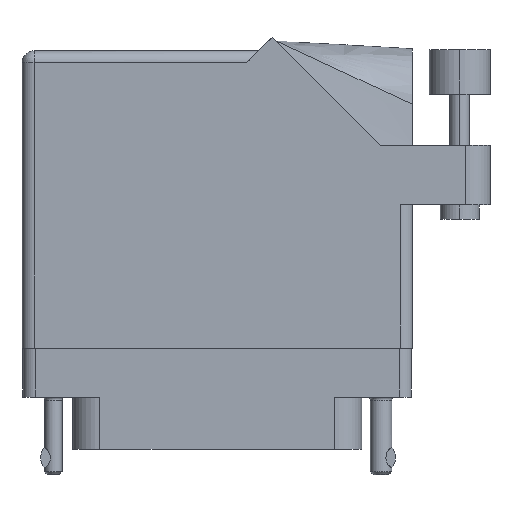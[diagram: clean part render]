
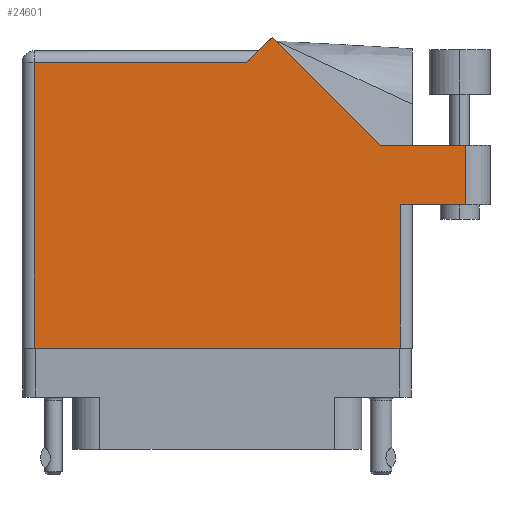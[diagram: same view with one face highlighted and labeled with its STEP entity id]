
A CAD part, front view. The second image highlights one B-rep face of the part: STEP entity #24601.
In plain terms, the highlighted face is planar.
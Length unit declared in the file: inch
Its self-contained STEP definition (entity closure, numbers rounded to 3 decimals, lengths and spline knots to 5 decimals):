
#85 = CARTESIAN_POINT ( 'NONE',  ( 0.83942, 0.944, 0.455 ) ) ;
#210 = CARTESIAN_POINT ( 'NONE',  ( 1.005, 0.637, 0.455 ) ) ;
#570 = VERTEX_POINT ( 'NONE', #34852 ) ;
#2594 = VECTOR ( 'NONE', #11624, 39.37008 ) ;
#3067 = CARTESIAN_POINT ( 'NONE',  ( 0.28271, 1.50071, 0.455 ) ) ;
#3608 = DIRECTION ( 'NONE',  ( 1., 0., 0. ) ) ;
#4309 = VECTOR ( 'NONE', #12567, 39.37008 ) ;
#4688 = VERTEX_POINT ( 'NONE', #23542 ) ;
#4745 = VERTEX_POINT ( 'NONE', #33877 ) ;
#4877 = VERTEX_POINT ( 'NONE', #3067 ) ;
#5088 = VECTOR ( 'NONE', #43475, 39.37008 ) ;
#5615 = CARTESIAN_POINT ( 'NONE',  ( 0.15, 1.368, 0.455 ) ) ;
#5707 = ORIENTED_EDGE ( 'NONE', *, *, #20712, .T. ) ;
#6207 = ORIENTED_EDGE ( 'NONE', *, *, #21331, .T. ) ;
#6421 = EDGE_CURVE ( 'NONE', #27332, #4745, #17548, .T. ) ;
#7371 = EDGE_CURVE ( 'NONE', #4877, #19729, #13674, .T. ) ;
#7758 = CARTESIAN_POINT ( 'NONE',  ( 0.212, 1.43, 0.455 ) ) ;
#8018 = CARTESIAN_POINT ( 'NONE',  ( -0.943, -0.1, 0.455 ) ) ;
#9072 = FACE_OUTER_BOUND ( 'NONE', #25118, .T. ) ;
#9243 = VECTOR ( 'NONE', #25291, 39.37008 ) ;
#9362 = LINE ( 'NONE', #8018, #11546 ) ;
#9692 = LINE ( 'NONE', #36014, #2594 ) ;
#10072 = EDGE_CURVE ( 'NONE', #570, #27332, #40492, .T. ) ;
#11546 = VECTOR ( 'NONE', #28873, 39.37008 ) ;
#11624 = DIRECTION ( 'NONE',  ( -1., 0., 0. ) ) ;
#11986 = AXIS2_PLACEMENT_3D ( 'NONE', #13592, #27445, #24478 ) ;
#12041 = VECTOR ( 'NONE', #21822, 39.37008 ) ;
#12567 = DIRECTION ( 'NONE',  ( -0.707, 0.707, 0. ) ) ;
#13592 = CARTESIAN_POINT ( 'NONE',  ( -1.005, 1.43, 0.455 ) ) ;
#13674 = LINE ( 'NONE', #7758, #12041 ) ;
#14546 = ORIENTED_EDGE ( 'NONE', *, *, #22647, .T. ) ;
#14644 = LINE ( 'NONE', #26085, #4309 ) ;
#14834 = CARTESIAN_POINT ( 'NONE',  ( 0.943, 0.637, 0.455 ) ) ;
#15951 = VECTOR ( 'NONE', #26123, 39.37008 ) ;
#16379 = EDGE_CURVE ( 'NONE', #28705, #4877, #14644, .T. ) ;
#16948 = EDGE_CURVE ( 'NONE', #19729, #31285, #9692, .T. ) ;
#17548 = LINE ( 'NONE', #37165, #15951 ) ;
#18499 = LINE ( 'NONE', #14834, #9243 ) ;
#19729 = VERTEX_POINT ( 'NONE', #5615 ) ;
#19912 = CARTESIAN_POINT ( 'NONE',  ( 1.28, 0.637, 0.455 ) ) ;
#20712 = EDGE_CURVE ( 'NONE', #31285, #30404, #9362, .T. ) ;
#21110 = CARTESIAN_POINT ( 'NONE',  ( -1.005, -0.1, 0.455 ) ) ;
#21331 = EDGE_CURVE ( 'NONE', #30404, #4688, #34577, .T. ) ;
#21822 = DIRECTION ( 'NONE',  ( -0.707, -0.707, 0. ) ) ;
#22647 = EDGE_CURVE ( 'NONE', #4688, #570, #18499, .T. ) ;
#23542 = CARTESIAN_POINT ( 'NONE',  ( 0.943, -0.1, 0.455 ) ) ;
#23608 = ORIENTED_EDGE ( 'NONE', *, *, #10072, .T. ) ;
#24478 = DIRECTION ( 'NONE',  ( -1., 0., 0. ) ) ;
#24601 = ADVANCED_FACE ( 'NONE', ( #9072 ), #44903, .F. ) ;
#24950 = DIRECTION ( 'NONE',  ( 1., 0., 0. ) ) ;
#25118 = EDGE_LOOP ( 'NONE', ( #23608, #32106, #43664, #45281, #28565, #34730, #5707, #6207, #14546 ) ) ;
#25291 = DIRECTION ( 'NONE',  ( 0., 1., 0. ) ) ;
#26085 = CARTESIAN_POINT ( 'NONE',  ( 0.83942, 0.944, 0.455 ) ) ;
#26123 = DIRECTION ( 'NONE',  ( 0., 1., 0. ) ) ;
#27332 = VERTEX_POINT ( 'NONE', #19912 ) ;
#27445 = DIRECTION ( 'NONE',  ( 0., 0., -1. ) ) ;
#27856 = VECTOR ( 'NONE', #3608, 39.37008 ) ;
#28565 = ORIENTED_EDGE ( 'NONE', *, *, #7371, .T. ) ;
#28705 = VERTEX_POINT ( 'NONE', #85 ) ;
#28873 = DIRECTION ( 'NONE',  ( 0., -1., 0. ) ) ;
#30404 = VERTEX_POINT ( 'NONE', #41160 ) ;
#31285 = VERTEX_POINT ( 'NONE', #34300 ) ;
#32106 = ORIENTED_EDGE ( 'NONE', *, *, #6421, .T. ) ;
#32379 = VECTOR ( 'NONE', #24950, 39.37008 ) ;
#33877 = CARTESIAN_POINT ( 'NONE',  ( 1.28, 0.944, 0.455 ) ) ;
#34300 = CARTESIAN_POINT ( 'NONE',  ( -0.943, 1.368, 0.455 ) ) ;
#34577 = LINE ( 'NONE', #21110, #32379 ) ;
#34730 = ORIENTED_EDGE ( 'NONE', *, *, #16948, .T. ) ;
#34852 = CARTESIAN_POINT ( 'NONE',  ( 0.943, 0.637, 0.455 ) ) ;
#35076 = CARTESIAN_POINT ( 'NONE',  ( 1.405, 0.944, 0.455 ) ) ;
#36014 = CARTESIAN_POINT ( 'NONE',  ( -1.005, 1.368, 0.455 ) ) ;
#37165 = CARTESIAN_POINT ( 'NONE',  ( 1.28, 0.944, 0.455 ) ) ;
#40492 = LINE ( 'NONE', #210, #27856 ) ;
#41160 = CARTESIAN_POINT ( 'NONE',  ( -0.943, -0.1, 0.455 ) ) ;
#41270 = EDGE_CURVE ( 'NONE', #4745, #28705, #44539, .T. ) ;
#43475 = DIRECTION ( 'NONE',  ( -1., 0., 0. ) ) ;
#43664 = ORIENTED_EDGE ( 'NONE', *, *, #41270, .T. ) ;
#44539 = LINE ( 'NONE', #35076, #5088 ) ;
#44903 = PLANE ( 'NONE',  #11986 ) ;
#45281 = ORIENTED_EDGE ( 'NONE', *, *, #16379, .T. ) ;
